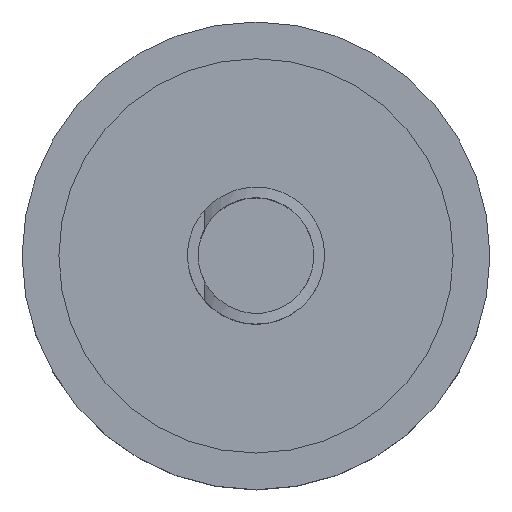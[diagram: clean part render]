
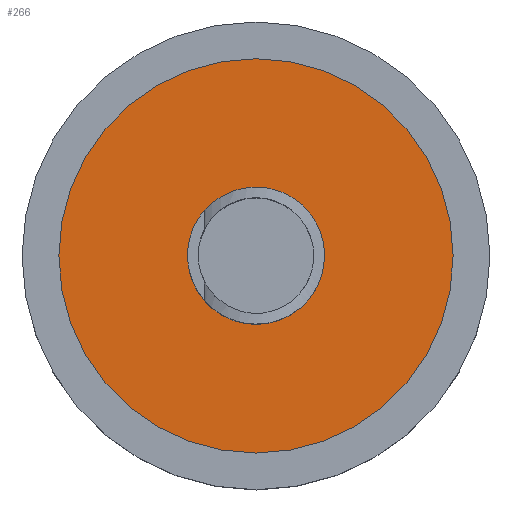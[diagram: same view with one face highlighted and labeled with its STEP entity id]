
A CAD part, top view. The second image highlights one B-rep face of the part: STEP entity #266.
In plain terms, the highlighted planar face has unit normal (0, 0, 1).
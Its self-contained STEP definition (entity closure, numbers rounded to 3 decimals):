
#48=FACE_BOUND('',#84,.T.);
#54=PLANE('',#381);
#65=FACE_OUTER_BOUND('',#83,.T.);
#83=EDGE_LOOP('',(#202));
#84=EDGE_LOOP('',(#203));
#125=CIRCLE('',#376,12.813);
#127=CIRCLE('',#379,36.875);
#142=VERTEX_POINT('',#515);
#144=VERTEX_POINT('',#521);
#163=EDGE_CURVE('',#142,#142,#125,.T.);
#166=EDGE_CURVE('',#144,#144,#127,.T.);
#202=ORIENTED_EDGE('',*,*,#166,.T.);
#203=ORIENTED_EDGE('',*,*,#163,.T.);
#266=ADVANCED_FACE('',(#65,#48),#54,.T.);
#376=AXIS2_PLACEMENT_3D('',#516,#422,#423);
#379=AXIS2_PLACEMENT_3D('',#522,#429,#430);
#381=AXIS2_PLACEMENT_3D('',#526,#434,#435);
#422=DIRECTION('center_axis',(0.,0.,-1.));
#423=DIRECTION('ref_axis',(1.,0.,0.));
#429=DIRECTION('center_axis',(0.,0.,1.));
#430=DIRECTION('ref_axis',(1.,0.,0.));
#434=DIRECTION('center_axis',(0.,0.,1.));
#435=DIRECTION('ref_axis',(1.,0.,0.));
#515=CARTESIAN_POINT('',(-12.813,0.,2.));
#516=CARTESIAN_POINT('Origin',(0.,0.,2.));
#521=CARTESIAN_POINT('',(-36.875,0.,2.));
#522=CARTESIAN_POINT('Origin',(0.,0.,2.));
#526=CARTESIAN_POINT('Origin',(0.,0.,2.));
